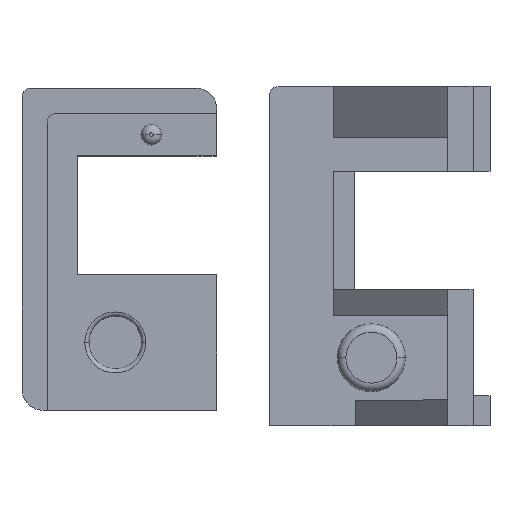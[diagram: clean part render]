
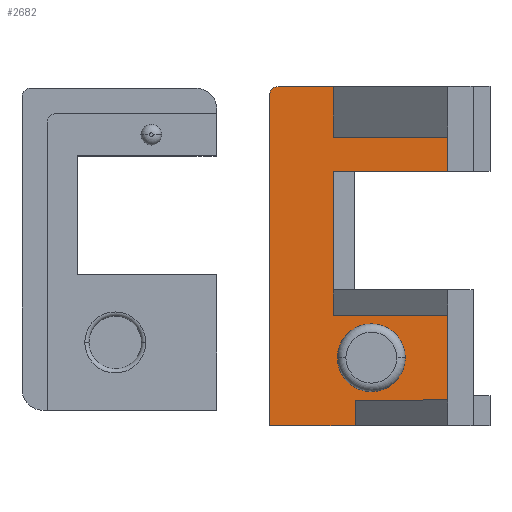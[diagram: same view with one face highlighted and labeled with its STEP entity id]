
A CAD part, top view. The second image highlights one B-rep face of the part: STEP entity #2682.
In plain terms, the highlighted planar face has unit normal (0, 0, 1).
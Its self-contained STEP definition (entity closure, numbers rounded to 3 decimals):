
#11 = VECTOR ( 'NONE', #2987, 1000. ) ;
#72 = CARTESIAN_POINT ( 'NONE',  ( -26.758, -6.758, 4. ) ) ;
#81 = VERTEX_POINT ( 'NONE', #1560 ) ;
#195 = DIRECTION ( 'NONE',  ( 0., 1., 0. ) ) ;
#211 = VERTEX_POINT ( 'NONE', #1709 ) ;
#231 = CARTESIAN_POINT ( 'NONE',  ( -19.258, 6.242, 4. ) ) ;
#239 = PLANE ( 'NONE',  #3919 ) ;
#254 = EDGE_LOOP ( 'NONE', ( #1320, #475, #2636, #4221, #3569, #3235, #4348, #4315, #3197, #3800, #4237, #3155, #3850, #1636 ) ) ;
#331 = VECTOR ( 'NONE', #1425, 1000. ) ;
#475 = ORIENTED_EDGE ( 'NONE', *, *, #2816, .T. ) ;
#495 = LINE ( 'NONE', #4233, #596 ) ;
#526 = EDGE_CURVE ( 'NONE', #886, #1993, #2012, .T. ) ;
#532 = FACE_OUTER_BOUND ( 'NONE', #254, .T. ) ;
#533 = CARTESIAN_POINT ( 'NONE',  ( -19.258, 9.242, 4. ) ) ;
#578 = DIRECTION ( 'NONE',  ( 1., 0., 0. ) ) ;
#581 = DIRECTION ( 'NONE',  ( 1., 0., 0. ) ) ;
#590 = EDGE_CURVE ( 'NONE', #2524, #2024, #945, .T. ) ;
#596 = VECTOR ( 'NONE', #3256, 1000. ) ;
#695 = CARTESIAN_POINT ( 'NONE',  ( -19.258, 27.242, 4. ) ) ;
#713 = VERTEX_POINT ( 'NONE', #1411 ) ;
#814 = CARTESIAN_POINT ( 'NONE',  ( -5.758, 33.242, 4. ) ) ;
#886 = VERTEX_POINT ( 'NONE', #2808 ) ;
#892 = DIRECTION ( 'NONE',  ( -1., 0., 0. ) ) ;
#911 = EDGE_CURVE ( 'NONE', #2363, #4178, #2373, .T. ) ;
#922 = AXIS2_PLACEMENT_3D ( 'NONE', #3861, #3211, #1851 ) ;
#945 = LINE ( 'NONE', #4350, #1525 ) ;
#956 = LINE ( 'NONE', #1017, #3729 ) ;
#1000 = VECTOR ( 'NONE', #2298, 1000. ) ;
#1005 = AXIS2_PLACEMENT_3D ( 'NONE', #1176, #2873, #1108 ) ;
#1017 = CARTESIAN_POINT ( 'NONE',  ( -16.666, -3.758, 4. ) ) ;
#1052 = EDGE_CURVE ( 'NONE', #3679, #2524, #1557, .T. ) ;
#1108 = DIRECTION ( 'NONE',  ( 1., 0., 0. ) ) ;
#1124 = EDGE_CURVE ( 'NONE', #4266, #2835, #956, .T. ) ;
#1134 = CARTESIAN_POINT ( 'NONE',  ( -14.758, 1.242, 4. ) ) ;
#1159 = CARTESIAN_POINT ( 'NONE',  ( -10.758, 1.242, 4. ) ) ;
#1176 = CARTESIAN_POINT ( 'NONE',  ( -25.758, 32.242, 4. ) ) ;
#1302 = DIRECTION ( 'NONE',  ( 0., 1., 0. ) ) ;
#1320 = ORIENTED_EDGE ( 'NONE', *, *, #590, .T. ) ;
#1324 = DIRECTION ( 'NONE',  ( 0., 1., 0. ) ) ;
#1388 = CARTESIAN_POINT ( 'NONE',  ( -19.258, 23.242, 4. ) ) ;
#1411 = CARTESIAN_POINT ( 'NONE',  ( -16.666, -6.758, 4. ) ) ;
#1425 = DIRECTION ( 'NONE',  ( 1., 0., 0. ) ) ;
#1522 = LINE ( 'NONE', #814, #2303 ) ;
#1525 = VECTOR ( 'NONE', #1302, 1000. ) ;
#1557 = LINE ( 'NONE', #3939, #3088 ) ;
#1560 = CARTESIAN_POINT ( 'NONE',  ( -25.758, 33.242, 4. ) ) ;
#1629 = CIRCLE ( 'NONE', #922, 4. ) ;
#1636 = ORIENTED_EDGE ( 'NONE', *, *, #1052, .T. ) ;
#1651 = LINE ( 'NONE', #2956, #3130 ) ;
#1709 = CARTESIAN_POINT ( 'NONE',  ( -26.758, 32.242, 4. ) ) ;
#1731 = VECTOR ( 'NONE', #2981, 1000. ) ;
#1771 = ORIENTED_EDGE ( 'NONE', *, *, #911, .F. ) ;
#1789 = CIRCLE ( 'NONE', #1005, 1. ) ;
#1851 = DIRECTION ( 'NONE',  ( 1., 0., 0. ) ) ;
#1897 = VERTEX_POINT ( 'NONE', #1388 ) ;
#1908 = CARTESIAN_POINT ( 'NONE',  ( -5.758, -3.758, 4. ) ) ;
#1993 = VERTEX_POINT ( 'NONE', #3530 ) ;
#2012 = LINE ( 'NONE', #231, #3028 ) ;
#2024 = VERTEX_POINT ( 'NONE', #3191 ) ;
#2080 = EDGE_CURVE ( 'NONE', #3679, #3075, #1522, .T. ) ;
#2125 = EDGE_CURVE ( 'NONE', #2704, #886, #2542, .T. ) ;
#2164 = ORIENTED_EDGE ( 'NONE', *, *, #3072, .F. ) ;
#2179 = LINE ( 'NONE', #533, #3783 ) ;
#2248 = LINE ( 'NONE', #3652, #11 ) ;
#2295 = DIRECTION ( 'NONE',  ( 1., 0., 0. ) ) ;
#2298 = DIRECTION ( 'NONE',  ( 0., -1., 0. ) ) ;
#2303 = VECTOR ( 'NONE', #2887, 1000. ) ;
#2320 = CARTESIAN_POINT ( 'NONE',  ( -16.666, -3.758, 4. ) ) ;
#2322 = EDGE_CURVE ( 'NONE', #4266, #713, #2650, .T. ) ;
#2326 = EDGE_CURVE ( 'NONE', #211, #4103, #2972, .T. ) ;
#2363 = VERTEX_POINT ( 'NONE', #3965 ) ;
#2373 = CIRCLE ( 'NONE', #3936, 4. ) ;
#2428 = CARTESIAN_POINT ( 'NONE',  ( -16.666, -3.758, 4. ) ) ;
#2490 = DIRECTION ( 'NONE',  ( 0., 0., 1. ) ) ;
#2524 = VERTEX_POINT ( 'NONE', #695 ) ;
#2536 = CARTESIAN_POINT ( 'NONE',  ( -26.758, -6.758, 4. ) ) ;
#2542 = LINE ( 'NONE', #3946, #1731 ) ;
#2551 = FACE_BOUND ( 'NONE', #3265, .T. ) ;
#2636 = ORIENTED_EDGE ( 'NONE', *, *, #3880, .T. ) ;
#2650 = LINE ( 'NONE', #2320, #1000 ) ;
#2654 = DIRECTION ( 'NONE',  ( 1., 0., 0. ) ) ;
#2671 = DIRECTION ( 'NONE',  ( 0., -1., 0. ) ) ;
#2682 = ADVANCED_FACE ( 'NONE', ( #2551, #532 ), #239, .T. ) ;
#2704 = VERTEX_POINT ( 'NONE', #4003 ) ;
#2808 = CARTESIAN_POINT ( 'NONE',  ( -19.258, 6.242, 4. ) ) ;
#2816 = EDGE_CURVE ( 'NONE', #2024, #81, #2248, .T. ) ;
#2835 = VERTEX_POINT ( 'NONE', #1908 ) ;
#2873 = DIRECTION ( 'NONE',  ( 0., 0., 1. ) ) ;
#2887 = DIRECTION ( 'NONE',  ( 0., -1., 0. ) ) ;
#2940 = CARTESIAN_POINT ( 'NONE',  ( 0., 0., 4. ) ) ;
#2956 = CARTESIAN_POINT ( 'NONE',  ( -2.758, 23.242, 4. ) ) ;
#2972 = LINE ( 'NONE', #3987, #3420 ) ;
#2981 = DIRECTION ( 'NONE',  ( -1., 0., 0. ) ) ;
#2987 = DIRECTION ( 'NONE',  ( -1., 0., 0. ) ) ;
#3028 = VECTOR ( 'NONE', #1324, 1000. ) ;
#3072 = EDGE_CURVE ( 'NONE', #4178, #2363, #1629, .T. ) ;
#3075 = VERTEX_POINT ( 'NONE', #4238 ) ;
#3088 = VECTOR ( 'NONE', #892, 1000. ) ;
#3127 = LINE ( 'NONE', #72, #331 ) ;
#3130 = VECTOR ( 'NONE', #2654, 1000. ) ;
#3155 = ORIENTED_EDGE ( 'NONE', *, *, #3259, .T. ) ;
#3191 = CARTESIAN_POINT ( 'NONE',  ( -19.258, 33.242, 4. ) ) ;
#3197 = ORIENTED_EDGE ( 'NONE', *, *, #2125, .T. ) ;
#3211 = DIRECTION ( 'NONE',  ( 0., 0., 1. ) ) ;
#3235 = ORIENTED_EDGE ( 'NONE', *, *, #2322, .F. ) ;
#3256 = DIRECTION ( 'NONE',  ( 0., -1., 0. ) ) ;
#3259 = EDGE_CURVE ( 'NONE', #1897, #3075, #1651, .T. ) ;
#3265 = EDGE_LOOP ( 'NONE', ( #2164, #1771 ) ) ;
#3420 = VECTOR ( 'NONE', #2671, 1000. ) ;
#3454 = EDGE_CURVE ( 'NONE', #4103, #713, #3127, .T. ) ;
#3530 = CARTESIAN_POINT ( 'NONE',  ( -19.258, 9.242, 4. ) ) ;
#3569 = ORIENTED_EDGE ( 'NONE', *, *, #3454, .T. ) ;
#3616 = CARTESIAN_POINT ( 'NONE',  ( -5.758, 27.242, 4. ) ) ;
#3652 = CARTESIAN_POINT ( 'NONE',  ( -26.758, 33.242, 4. ) ) ;
#3679 = VERTEX_POINT ( 'NONE', #3616 ) ;
#3729 = VECTOR ( 'NONE', #2295, 1000. ) ;
#3783 = VECTOR ( 'NONE', #195, 1000. ) ;
#3800 = ORIENTED_EDGE ( 'NONE', *, *, #526, .T. ) ;
#3850 = ORIENTED_EDGE ( 'NONE', *, *, #2080, .F. ) ;
#3860 = EDGE_CURVE ( 'NONE', #1993, #1897, #2179, .T. ) ;
#3861 = CARTESIAN_POINT ( 'NONE',  ( -14.758, 1.242, 4. ) ) ;
#3880 = EDGE_CURVE ( 'NONE', #81, #211, #1789, .T. ) ;
#3919 = AXIS2_PLACEMENT_3D ( 'NONE', #2940, #4268, #578 ) ;
#3936 = AXIS2_PLACEMENT_3D ( 'NONE', #1134, #2490, #581 ) ;
#3939 = CARTESIAN_POINT ( 'NONE',  ( -19.258, 27.242, 4. ) ) ;
#3946 = CARTESIAN_POINT ( 'NONE',  ( -19.258, 6.242, 4. ) ) ;
#3965 = CARTESIAN_POINT ( 'NONE',  ( -18.758, 1.242, 4. ) ) ;
#3987 = CARTESIAN_POINT ( 'NONE',  ( -26.758, 33.242, 4. ) ) ;
#4003 = CARTESIAN_POINT ( 'NONE',  ( -5.758, 6.242, 4. ) ) ;
#4103 = VERTEX_POINT ( 'NONE', #2536 ) ;
#4178 = VERTEX_POINT ( 'NONE', #1159 ) ;
#4187 = EDGE_CURVE ( 'NONE', #2704, #2835, #495, .T. ) ;
#4221 = ORIENTED_EDGE ( 'NONE', *, *, #2326, .T. ) ;
#4233 = CARTESIAN_POINT ( 'NONE',  ( -5.758, 9.242, 4. ) ) ;
#4237 = ORIENTED_EDGE ( 'NONE', *, *, #3860, .T. ) ;
#4238 = CARTESIAN_POINT ( 'NONE',  ( -5.758, 23.242, 4. ) ) ;
#4266 = VERTEX_POINT ( 'NONE', #2428 ) ;
#4268 = DIRECTION ( 'NONE',  ( 0., 0., 1. ) ) ;
#4315 = ORIENTED_EDGE ( 'NONE', *, *, #4187, .F. ) ;
#4348 = ORIENTED_EDGE ( 'NONE', *, *, #1124, .T. ) ;
#4350 = CARTESIAN_POINT ( 'NONE',  ( -19.258, 27.242, 4. ) ) ;
